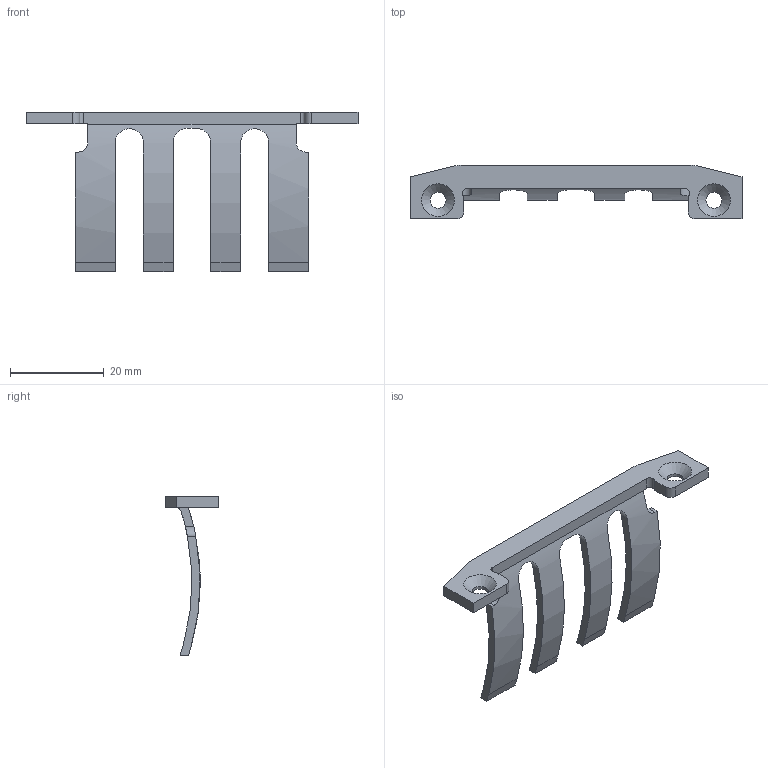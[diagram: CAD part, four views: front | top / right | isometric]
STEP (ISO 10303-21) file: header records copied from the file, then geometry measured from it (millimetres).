
FILE_DESCRIPTION(('FreeCAD Model'),'2;1');
FILE_NAME('Open CASCADE Shape Model','2024-03-24T21:12:48',(''),(''), 'Open CASCADE STEP processor 7.6','FreeCAD','Unknown');
FILE_SCHEMA(('AUTOMOTIVE_DESIGN { 1 0 10303 214 1 1 1 1 }'));
Length unit declared in the file: millimetre
Products named in the file (1): Hole128
Bounding box: 71 x 11.5 x 34.2 mm (x, y, z)
Volume: 2785.1 mm3; surface area: 3751.1 mm2
Topology: 1 solids, 1 shells, 60 faces, 176 edges, 118 vertices
Faces by surface type: plane 41, cylinder 17, cone 2
Full cylindrical faces by diameter (mm): 3.4 x2
Entity records: 4838 total; most frequent: CARTESIAN_POINT 1511, DIRECTION 558, ORIENTED_EDGE 352, PCURVE 352, DEFINITIONAL_REPRESENTATION 352, LINE 326, VECTOR 326, EDGE_CURVE 176
